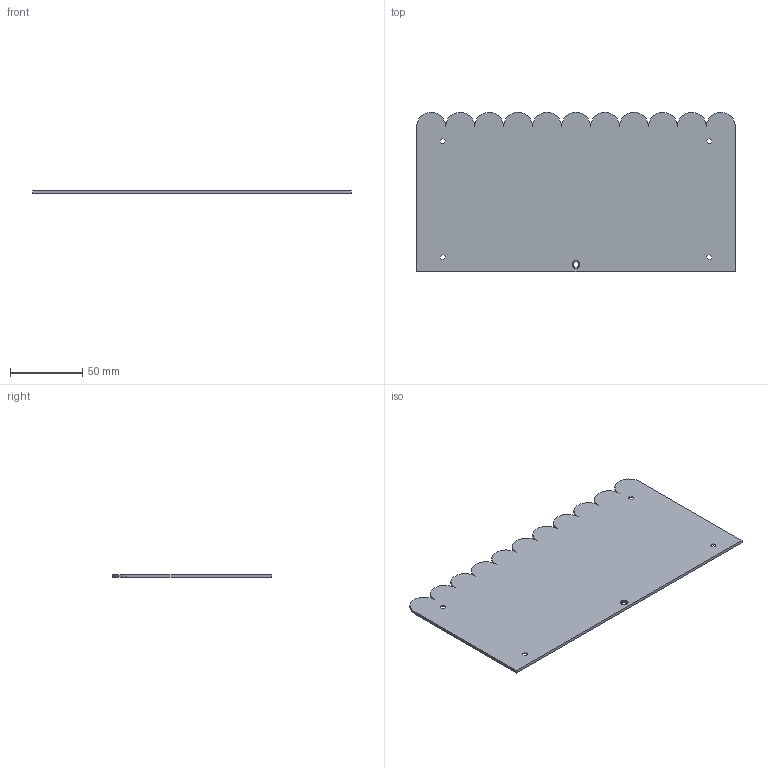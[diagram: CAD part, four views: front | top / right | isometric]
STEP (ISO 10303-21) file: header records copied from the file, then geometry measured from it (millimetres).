
FILE_DESCRIPTION(('FreeCAD Model'),'2;1');
FILE_NAME('Open CASCADE Shape Model','2024-01-30T22:37:06',(''),(''), 'Open CASCADE STEP processor 7.7','FreeCAD','Unknown');
FILE_SCHEMA(('AUTOMOTIVE_DESIGN { 1 0 10303 214 1 1 1 1 }'));
Length unit declared in the file: millimetre
Products named in the file (1): Body
Bounding box: 220 x 109.9 x 2 mm (x, y, z)
Volume: 47246 mm3; surface area: 48919.5 mm2
Topology: 1 solids, 1 shells, 313 faces, 703 edges, 392 vertices
Faces by surface type: plane 310, torus 2, cylinder 1
Full cylindrical faces by diameter (mm): 4 x1
Entity records: 17410 total; most frequent: CARTESIAN_POINT 2827, DIRECTION 2741, LINE 2101, VECTOR 2101, ORIENTED_EDGE 1406, PCURVE 1406, DEFINITIONAL_REPRESENTATION 1406, EDGE_CURVE 703
